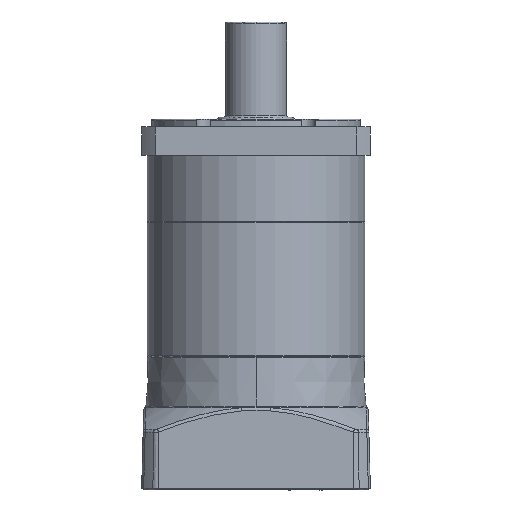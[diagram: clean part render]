
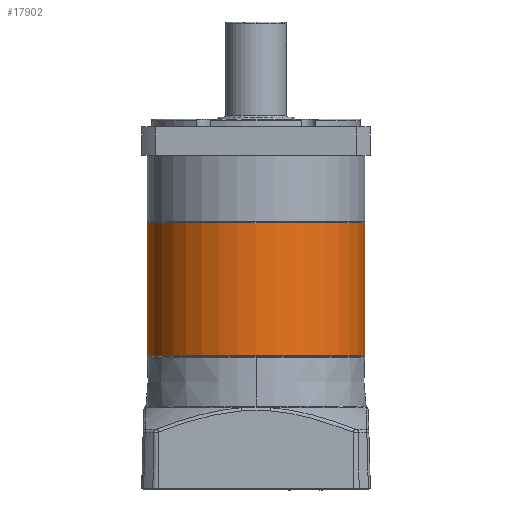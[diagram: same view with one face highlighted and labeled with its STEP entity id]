
A CAD part, front view. The second image highlights one B-rep face of the part: STEP entity #17902.
In plain terms, the highlighted cylindrical face has radius 57 mm (diameter 114 mm), a partial arc.
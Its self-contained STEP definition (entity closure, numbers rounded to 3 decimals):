
#484 = DIRECTION ( 'NONE',  ( -1., 0., 0. ) ) ;
#526 = DIRECTION ( 'NONE',  ( 0., 0., -1. ) ) ;
#537 = CARTESIAN_POINT ( 'NONE',  ( 0., 0., 70.2 ) ) ;
#718 = AXIS2_PLACEMENT_3D ( 'NONE', #537, #526, #484 ) ;
#2266 = CARTESIAN_POINT ( 'NONE',  ( -57., 0., 70.5 ) ) ;
#2608 = DIRECTION ( 'NONE',  ( 0., 0., -1. ) ) ;
#2787 = VERTEX_POINT ( 'NONE', #11519 ) ;
#3690 = ORIENTED_EDGE ( 'NONE', *, *, #6610, .T. ) ;
#4365 = CARTESIAN_POINT ( 'NONE',  ( 57., 0., 70.5 ) ) ;
#4414 = EDGE_CURVE ( 'NONE', #2787, #36134, #6638, .T. ) ;
#5795 = DIRECTION ( 'NONE',  ( -1., 0., 0. ) ) ;
#5842 = VECTOR ( 'NONE', #2608, 1000. ) ;
#5853 = DIRECTION ( 'NONE',  ( 0., 0., -1. ) ) ;
#5859 = CARTESIAN_POINT ( 'NONE',  ( 0., 0., 70.2 ) ) ;
#6338 = VERTEX_POINT ( 'NONE', #21782 ) ;
#6610 = EDGE_CURVE ( 'NONE', #6338, #12152, #18900, .T. ) ;
#6638 = LINE ( 'NONE', #4365, #5842 ) ;
#6963 = ORIENTED_EDGE ( 'NONE', *, *, #12429, .T. ) ;
#9855 = AXIS2_PLACEMENT_3D ( 'NONE', #17707, #18838, #17611 ) ;
#10909 = EDGE_CURVE ( 'NONE', #2787, #20032, #42007, .T. ) ;
#11519 = CARTESIAN_POINT ( 'NONE',  ( 57., 0., 70.2 ) ) ;
#12152 = VERTEX_POINT ( 'NONE', #16809 ) ;
#12429 = EDGE_CURVE ( 'NONE', #20032, #6338, #33607, .T. ) ;
#13026 = EDGE_CURVE ( 'NONE', #12152, #36134, #24316, .T. ) ;
#16809 = CARTESIAN_POINT ( 'NONE',  ( -57., 0., 0.3 ) ) ;
#17611 = DIRECTION ( 'NONE',  ( -1., 0., 0. ) ) ;
#17707 = CARTESIAN_POINT ( 'NONE',  ( 0., 0., 70.5 ) ) ;
#17902 = ADVANCED_FACE ( 'NONE', ( #29610 ), #28902, .T. ) ;
#18838 = DIRECTION ( 'NONE',  ( 0., 0., -1. ) ) ;
#18900 = LINE ( 'NONE', #2266, #18939 ) ;
#18939 = VECTOR ( 'NONE', #19427, 1000. ) ;
#19201 = CARTESIAN_POINT ( 'NONE',  ( 0., -57., 70.2 ) ) ;
#19427 = DIRECTION ( 'NONE',  ( 0., 0., -1. ) ) ;
#20032 = VERTEX_POINT ( 'NONE', #19201 ) ;
#21782 = CARTESIAN_POINT ( 'NONE',  ( -57., 0., 70.2 ) ) ;
#22424 = ORIENTED_EDGE ( 'NONE', *, *, #4414, .F. ) ;
#24316 = CIRCLE ( 'NONE', #40219, 57. ) ;
#24424 = EDGE_LOOP ( 'NONE', ( #22424, #24474, #6963, #3690, #31353 ) ) ;
#24474 = ORIENTED_EDGE ( 'NONE', *, *, #10909, .T. ) ;
#28902 = CYLINDRICAL_SURFACE ( 'NONE', #9855, 57. ) ;
#29610 = FACE_OUTER_BOUND ( 'NONE', #24424, .T. ) ;
#31353 = ORIENTED_EDGE ( 'NONE', *, *, #13026, .T. ) ;
#33607 = CIRCLE ( 'NONE', #44265, 57. ) ;
#36134 = VERTEX_POINT ( 'NONE', #40531 ) ;
#40219 = AXIS2_PLACEMENT_3D ( 'NONE', #41034, #40981, #40974 ) ;
#40531 = CARTESIAN_POINT ( 'NONE',  ( 57., 0., 0.3 ) ) ;
#40974 = DIRECTION ( 'NONE',  ( -1., 0., 0. ) ) ;
#40981 = DIRECTION ( 'NONE',  ( 0., 0., 1. ) ) ;
#41034 = CARTESIAN_POINT ( 'NONE',  ( 0., 0., 0.3 ) ) ;
#42007 = CIRCLE ( 'NONE', #718, 57. ) ;
#44265 = AXIS2_PLACEMENT_3D ( 'NONE', #5859, #5853, #5795 ) ;
